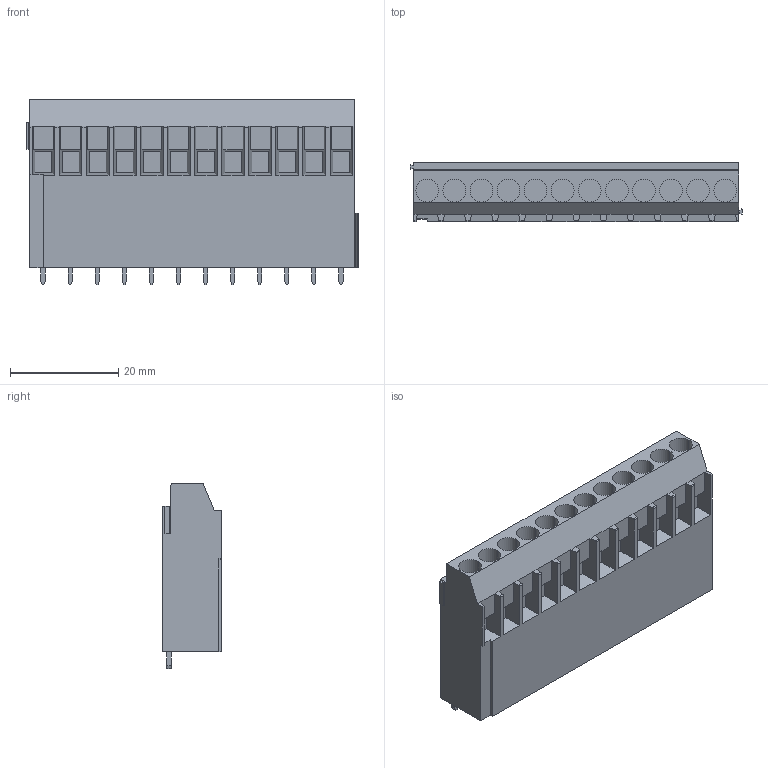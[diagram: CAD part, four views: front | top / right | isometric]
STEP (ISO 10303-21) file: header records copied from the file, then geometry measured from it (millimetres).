
FILE_DESCRIPTION(('CATIA V5 STEP Exchange','CAx-IF Rec.Pracs.--- Model Styling and Organization---1.2---2011-12-15'),'2;1');
FILE_NAME ('D1460869_0_1975350000_1975350000.stp','2018-09-08T14:11:41+00:00',('none'),('Weidmueller'),'CATIA Version 5-6 Release 2014','CATIA V5 STEP AP214','none');
FILE_SCHEMA(('AUTOMOTIVE_DESIGN { 1 0 10303 214 1 1 1 1 }'));
Length unit declared in the file: millimetre
Products named in the file (1): 1975350000
Bounding box: 61.28 x 10.94 x 34.3 mm (x, y, z)
Volume: 17940.9 mm3; surface area: 6719.7 mm2
Topology: 13 solids, 13 shells, 271 faces, 675 edges, 442 vertices
Faces by surface type: plane 222, cylinder 49
Entity records: 7199 total; most frequent: CARTESIAN_POINT 1398, ORIENTED_EDGE 1350, DIRECTION 875, EDGE_CURVE 675, VECTOR 529, LINE 529, VERTEX_POINT 442, EDGE_LOOP 283
